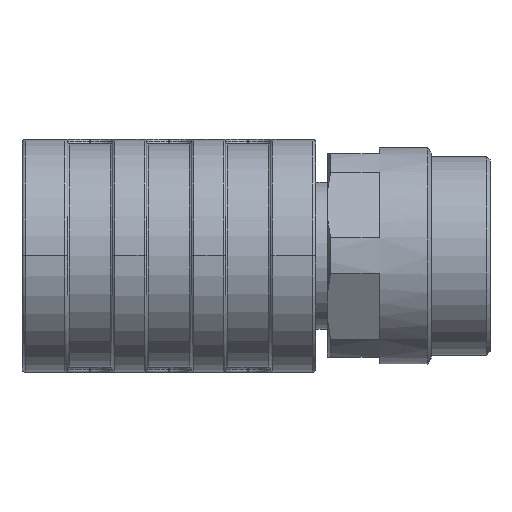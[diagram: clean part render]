
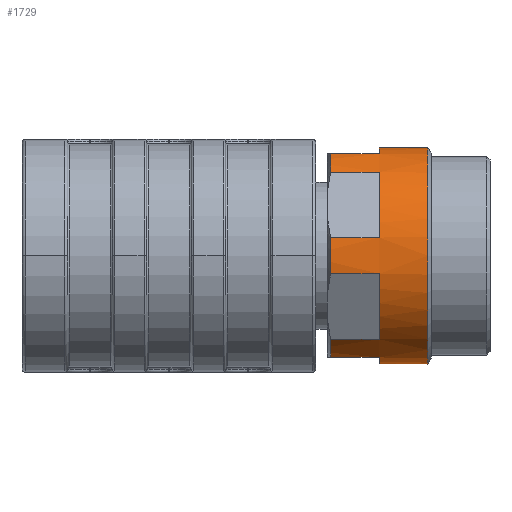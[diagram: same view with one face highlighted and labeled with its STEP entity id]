
A CAD part, front view. The second image highlights one B-rep face of the part: STEP entity #1729.
In plain terms, the highlighted cylindrical face has radius 4.8 mm (diameter 9.6 mm), a full revolution.
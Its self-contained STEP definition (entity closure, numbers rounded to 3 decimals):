
#308=LINE('',#11669,#652);
#309=LINE('',#11673,#653);
#310=LINE('',#11674,#654);
#311=LINE('',#11678,#655);
#312=LINE('',#11679,#656);
#313=LINE('',#11683,#657);
#314=LINE('',#11684,#658);
#315=LINE('',#11688,#659);
#316=LINE('',#11689,#660);
#317=LINE('',#11693,#661);
#318=LINE('',#11694,#662);
#319=LINE('',#11698,#663);
#652=VECTOR('',#8458,1.);
#653=VECTOR('',#8461,1.);
#654=VECTOR('',#8462,1.);
#655=VECTOR('',#8465,1.);
#656=VECTOR('',#8466,1.);
#657=VECTOR('',#8469,1.);
#658=VECTOR('',#8470,1.);
#659=VECTOR('',#8473,1.);
#660=VECTOR('',#8474,1.);
#661=VECTOR('',#8477,1.);
#662=VECTOR('',#8478,1.);
#663=VECTOR('',#8481,1.);
#1729=ADVANCED_FACE('',(#2197,#2198),#2003,.T.);
#2003=CYLINDRICAL_SURFACE('',#6982,4.8);
#2197=FACE_BOUND('',#2518,.T.);
#2198=FACE_BOUND('',#2519,.T.);
#2518=EDGE_LOOP('',(#3674));
#2519=EDGE_LOOP('',(#3675,#3676,#3677,#3678,#3679,#3680,#3681,#3682,#3683,
#3684,#3685,#3686,#3687,#3688,#3689,#3690,#3691,#3692,#3693,#3694,#3695,
#3696,#3697,#3698));
#3674=ORIENTED_EDGE('',*,*,#5608,.T.);
#3675=ORIENTED_EDGE('',*,*,#5621,.F.);
#3676=ORIENTED_EDGE('',*,*,#5622,.T.);
#3677=ORIENTED_EDGE('',*,*,#5623,.F.);
#3678=ORIENTED_EDGE('',*,*,#5620,.T.);
#3679=ORIENTED_EDGE('',*,*,#5624,.F.);
#3680=ORIENTED_EDGE('',*,*,#5625,.T.);
#3681=ORIENTED_EDGE('',*,*,#5626,.F.);
#3682=ORIENTED_EDGE('',*,*,#5610,.T.);
#3683=ORIENTED_EDGE('',*,*,#5627,.F.);
#3684=ORIENTED_EDGE('',*,*,#5628,.T.);
#3685=ORIENTED_EDGE('',*,*,#5629,.F.);
#3686=ORIENTED_EDGE('',*,*,#5612,.T.);
#3687=ORIENTED_EDGE('',*,*,#5630,.F.);
#3688=ORIENTED_EDGE('',*,*,#5631,.T.);
#3689=ORIENTED_EDGE('',*,*,#5632,.F.);
#3690=ORIENTED_EDGE('',*,*,#5614,.T.);
#3691=ORIENTED_EDGE('',*,*,#5633,.F.);
#3692=ORIENTED_EDGE('',*,*,#5634,.T.);
#3693=ORIENTED_EDGE('',*,*,#5635,.F.);
#3694=ORIENTED_EDGE('',*,*,#5616,.T.);
#3695=ORIENTED_EDGE('',*,*,#5636,.F.);
#3696=ORIENTED_EDGE('',*,*,#5637,.T.);
#3697=ORIENTED_EDGE('',*,*,#5638,.F.);
#3698=ORIENTED_EDGE('',*,*,#5618,.T.);
#4875=VERTEX_POINT('',#11637);
#4876=VERTEX_POINT('',#11640);
#4877=VERTEX_POINT('',#11641);
#4878=VERTEX_POINT('',#11645);
#4879=VERTEX_POINT('',#11646);
#4880=VERTEX_POINT('',#11650);
#4881=VERTEX_POINT('',#11651);
#4882=VERTEX_POINT('',#11655);
#4883=VERTEX_POINT('',#11656);
#4884=VERTEX_POINT('',#11660);
#4885=VERTEX_POINT('',#11661);
#4886=VERTEX_POINT('',#11665);
#4887=VERTEX_POINT('',#11666);
#4888=VERTEX_POINT('',#11670);
#4889=VERTEX_POINT('',#11672);
#4890=VERTEX_POINT('',#11675);
#4891=VERTEX_POINT('',#11677);
#4892=VERTEX_POINT('',#11680);
#4893=VERTEX_POINT('',#11682);
#4894=VERTEX_POINT('',#11685);
#4895=VERTEX_POINT('',#11687);
#4896=VERTEX_POINT('',#11690);
#4897=VERTEX_POINT('',#11692);
#4898=VERTEX_POINT('',#11695);
#4899=VERTEX_POINT('',#11697);
#5608=EDGE_CURVE('',#4875,#4875,#6288,.T.);
#5610=EDGE_CURVE('',#4877,#4876,#6289,.T.);
#5612=EDGE_CURVE('',#4879,#4878,#6290,.T.);
#5614=EDGE_CURVE('',#4881,#4880,#6291,.T.);
#5616=EDGE_CURVE('',#4883,#4882,#6292,.T.);
#5618=EDGE_CURVE('',#4885,#4884,#6293,.T.);
#5620=EDGE_CURVE('',#4887,#4886,#6294,.T.);
#5621=EDGE_CURVE('',#4888,#4884,#308,.T.);
#5622=EDGE_CURVE('',#4888,#4889,#6295,.T.);
#5623=EDGE_CURVE('',#4887,#4889,#309,.T.);
#5624=EDGE_CURVE('',#4890,#4886,#310,.T.);
#5625=EDGE_CURVE('',#4890,#4891,#6296,.T.);
#5626=EDGE_CURVE('',#4877,#4891,#311,.T.);
#5627=EDGE_CURVE('',#4892,#4876,#312,.T.);
#5628=EDGE_CURVE('',#4892,#4893,#6297,.T.);
#5629=EDGE_CURVE('',#4879,#4893,#313,.T.);
#5630=EDGE_CURVE('',#4894,#4878,#314,.T.);
#5631=EDGE_CURVE('',#4894,#4895,#6298,.T.);
#5632=EDGE_CURVE('',#4881,#4895,#315,.T.);
#5633=EDGE_CURVE('',#4896,#4880,#316,.T.);
#5634=EDGE_CURVE('',#4896,#4897,#6299,.T.);
#5635=EDGE_CURVE('',#4883,#4897,#317,.T.);
#5636=EDGE_CURVE('',#4898,#4882,#318,.T.);
#5637=EDGE_CURVE('',#4898,#4899,#6300,.T.);
#5638=EDGE_CURVE('',#4885,#4899,#319,.T.);
#6288=CIRCLE('',#6962,4.8);
#6289=CIRCLE('',#6964,4.8);
#6290=CIRCLE('',#6966,4.8);
#6291=CIRCLE('',#6968,4.8);
#6292=CIRCLE('',#6970,4.8);
#6293=CIRCLE('',#6972,4.8);
#6294=CIRCLE('',#6974,4.8);
#6295=CIRCLE('',#6976,4.8);
#6296=CIRCLE('',#6977,4.8);
#6297=CIRCLE('',#6978,4.8);
#6298=CIRCLE('',#6979,4.8);
#6299=CIRCLE('',#6980,4.8);
#6300=CIRCLE('',#6981,4.8);
#6962=AXIS2_PLACEMENT_3D('',#11636,#8424,#8425);
#6964=AXIS2_PLACEMENT_3D('',#11642,#8429,#8430);
#6966=AXIS2_PLACEMENT_3D('',#11647,#8434,#8435);
#6968=AXIS2_PLACEMENT_3D('',#11652,#8439,#8440);
#6970=AXIS2_PLACEMENT_3D('',#11657,#8444,#8445);
#6972=AXIS2_PLACEMENT_3D('',#11662,#8449,#8450);
#6974=AXIS2_PLACEMENT_3D('',#11667,#8454,#8455);
#6976=AXIS2_PLACEMENT_3D('',#11671,#8459,#8460);
#6977=AXIS2_PLACEMENT_3D('',#11676,#8463,#8464);
#6978=AXIS2_PLACEMENT_3D('',#11681,#8467,#8468);
#6979=AXIS2_PLACEMENT_3D('',#11686,#8471,#8472);
#6980=AXIS2_PLACEMENT_3D('',#11691,#8475,#8476);
#6981=AXIS2_PLACEMENT_3D('',#11696,#8479,#8480);
#6982=AXIS2_PLACEMENT_3D('',#11699,#8482,#8483);
#8424=DIRECTION('',(-1.,0.,0.));
#8425=DIRECTION('',(0.,0.,1.));
#8429=DIRECTION('',(1.,0.,0.));
#8430=DIRECTION('',(0.,0.,1.));
#8434=DIRECTION('',(1.,0.,0.));
#8435=DIRECTION('',(0.,0.,1.));
#8439=DIRECTION('',(1.,0.,0.));
#8440=DIRECTION('',(0.,0.,1.));
#8444=DIRECTION('',(1.,0.,0.));
#8445=DIRECTION('',(0.,0.,1.));
#8449=DIRECTION('',(1.,0.,0.));
#8450=DIRECTION('',(0.,0.,1.));
#8454=DIRECTION('',(1.,0.,0.));
#8455=DIRECTION('',(0.,0.,1.));
#8458=DIRECTION('',(1.,0.,0.));
#8459=DIRECTION('',(1.,0.,0.));
#8460=DIRECTION('',(0.,0.,1.));
#8461=DIRECTION('',(-1.,0.,0.));
#8462=DIRECTION('',(1.,0.,0.));
#8463=DIRECTION('',(1.,0.,0.));
#8464=DIRECTION('',(0.,0.,1.));
#8465=DIRECTION('',(-1.,0.,0.));
#8466=DIRECTION('',(1.,0.,0.));
#8467=DIRECTION('',(1.,0.,0.));
#8468=DIRECTION('',(0.,0.,1.));
#8469=DIRECTION('',(-1.,0.,0.));
#8470=DIRECTION('',(1.,0.,0.));
#8471=DIRECTION('',(1.,0.,0.));
#8472=DIRECTION('',(0.,0.,1.));
#8473=DIRECTION('',(-1.,0.,0.));
#8474=DIRECTION('',(1.,0.,0.));
#8475=DIRECTION('',(1.,0.,0.));
#8476=DIRECTION('',(0.,0.,1.));
#8477=DIRECTION('',(-1.,0.,0.));
#8478=DIRECTION('',(1.,0.,0.));
#8479=DIRECTION('',(1.,0.,0.));
#8480=DIRECTION('',(0.,0.,1.));
#8481=DIRECTION('',(-1.,0.,0.));
#8482=DIRECTION('',(1.,0.,0.));
#8483=DIRECTION('',(0.,0.,1.));
#11636=CARTESIAN_POINT('',(60.252,1.39,48.61));
#11637=CARTESIAN_POINT('',(60.252,1.39,53.41));
#11640=CARTESIAN_POINT('',(58.102,6.122,47.807));
#11641=CARTESIAN_POINT('',(58.102,4.452,44.914));
#11642=CARTESIAN_POINT('',(58.102,1.39,48.61));
#11645=CARTESIAN_POINT('',(58.102,4.452,52.307));
#11646=CARTESIAN_POINT('',(58.102,6.122,49.414));
#11647=CARTESIAN_POINT('',(58.102,1.39,48.61));
#11650=CARTESIAN_POINT('',(58.102,-0.281,53.11));
#11651=CARTESIAN_POINT('',(58.102,3.06,53.11));
#11652=CARTESIAN_POINT('',(58.102,1.39,48.61));
#11655=CARTESIAN_POINT('',(58.102,-3.343,49.414));
#11656=CARTESIAN_POINT('',(58.102,-1.672,52.307));
#11657=CARTESIAN_POINT('',(58.102,1.39,48.61));
#11660=CARTESIAN_POINT('',(58.102,-1.672,44.914));
#11661=CARTESIAN_POINT('',(58.102,-3.343,47.807));
#11662=CARTESIAN_POINT('',(58.102,1.39,48.61));
#11665=CARTESIAN_POINT('',(58.102,3.06,44.11));
#11666=CARTESIAN_POINT('',(58.102,-0.281,44.11));
#11667=CARTESIAN_POINT('',(58.102,1.39,48.61));
#11669=CARTESIAN_POINT('',(87.802,-1.672,44.914));
#11670=CARTESIAN_POINT('',(55.952,-1.672,44.914));
#11671=CARTESIAN_POINT('',(55.952,1.39,48.61));
#11672=CARTESIAN_POINT('',(55.952,-0.281,44.11));
#11673=CARTESIAN_POINT('',(87.802,-0.281,44.11));
#11674=CARTESIAN_POINT('',(87.802,3.06,44.11));
#11675=CARTESIAN_POINT('',(55.952,3.06,44.11));
#11676=CARTESIAN_POINT('',(55.952,1.39,48.61));
#11677=CARTESIAN_POINT('',(55.952,4.452,44.914));
#11678=CARTESIAN_POINT('',(87.802,4.452,44.914));
#11679=CARTESIAN_POINT('',(87.802,6.122,47.807));
#11680=CARTESIAN_POINT('',(55.952,6.122,47.807));
#11681=CARTESIAN_POINT('',(55.952,1.39,48.61));
#11682=CARTESIAN_POINT('',(55.952,6.122,49.414));
#11683=CARTESIAN_POINT('',(87.802,6.122,49.414));
#11684=CARTESIAN_POINT('',(87.802,4.452,52.307));
#11685=CARTESIAN_POINT('',(55.952,4.452,52.307));
#11686=CARTESIAN_POINT('',(55.952,1.39,48.61));
#11687=CARTESIAN_POINT('',(55.952,3.06,53.11));
#11688=CARTESIAN_POINT('',(87.802,3.06,53.11));
#11689=CARTESIAN_POINT('',(87.802,-0.281,53.11));
#11690=CARTESIAN_POINT('',(55.952,-0.281,53.11));
#11691=CARTESIAN_POINT('',(55.952,1.39,48.61));
#11692=CARTESIAN_POINT('',(55.952,-1.672,52.307));
#11693=CARTESIAN_POINT('',(87.802,-1.672,52.307));
#11694=CARTESIAN_POINT('',(87.802,-3.343,49.414));
#11695=CARTESIAN_POINT('',(55.952,-3.343,49.414));
#11696=CARTESIAN_POINT('',(55.952,1.39,48.61));
#11697=CARTESIAN_POINT('',(55.952,-3.343,47.807));
#11698=CARTESIAN_POINT('',(87.802,-3.343,47.807));
#11699=CARTESIAN_POINT('',(87.802,1.39,48.61));
